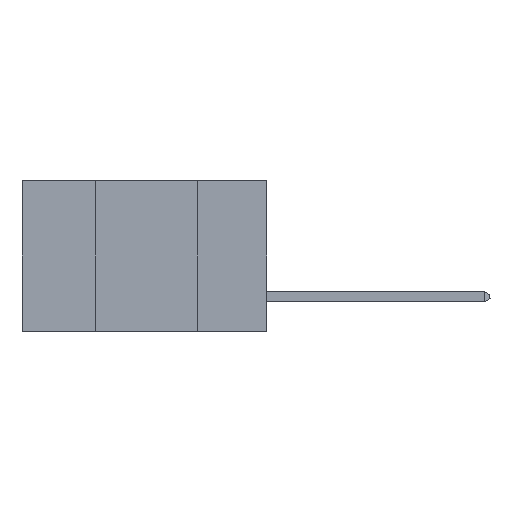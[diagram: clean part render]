
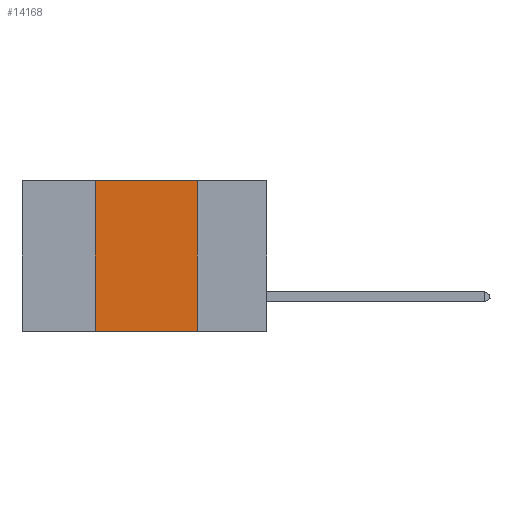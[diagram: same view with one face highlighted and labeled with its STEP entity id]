
A CAD part, left-side view. The second image highlights one B-rep face of the part: STEP entity #14168.
In plain terms, the highlighted planar face has unit normal (-1, 0, 0).
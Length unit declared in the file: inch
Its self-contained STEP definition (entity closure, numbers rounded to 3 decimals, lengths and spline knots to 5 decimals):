
#166 = CARTESIAN_POINT ( 'NONE',  ( 0., 0.17, -0.37 ) ) ;
#263 = DIRECTION ( 'NONE',  ( 0., 0., -1. ) ) ;
#2577 = DIRECTION ( 'NONE',  ( 0., -1., 0. ) ) ;
#2875 = ORIENTED_EDGE ( 'NONE', *, *, #12683, .F. ) ;
#3299 = VERTEX_POINT ( 'NONE', #14786 ) ;
#3306 = EDGE_CURVE ( 'NONE', #5362, #3299, #11256, .T. ) ;
#3580 = LINE ( 'NONE', #9234, #18618 ) ;
#4425 = CARTESIAN_POINT ( 'NONE',  ( 0., 0.42, 0. ) ) ;
#4903 = DIRECTION ( 'NONE',  ( 0., 0., -1. ) ) ;
#5362 = VERTEX_POINT ( 'NONE', #16836 ) ;
#6978 = ORIENTED_EDGE ( 'NONE', *, *, #19407, .F. ) ;
#7179 = VECTOR ( 'NONE', #263, 39.37008 ) ;
#7738 = ORIENTED_EDGE ( 'NONE', *, *, #3306, .F. ) ;
#8821 = EDGE_CURVE ( 'NONE', #5362, #9318, #3580, .T. ) ;
#9129 = VERTEX_POINT ( 'NONE', #16267 ) ;
#9185 = CARTESIAN_POINT ( 'NONE',  ( 0., 0.17, 0. ) ) ;
#9234 = CARTESIAN_POINT ( 'NONE',  ( 0., 0.6, -0.37 ) ) ;
#9318 = VERTEX_POINT ( 'NONE', #166 ) ;
#9422 = DIRECTION ( 'NONE',  ( 1., 0., 0. ) ) ;
#9659 = ORIENTED_EDGE ( 'NONE', *, *, #8821, .T. ) ;
#10334 = DIRECTION ( 'NONE',  ( 0., 0., 1. ) ) ;
#10497 = AXIS2_PLACEMENT_3D ( 'NONE', #18322, #9422, #4903 ) ;
#10827 = EDGE_LOOP ( 'NONE', ( #6978, #2875, #7738, #9659 ) ) ;
#11056 = LINE ( 'NONE', #13290, #19067 ) ;
#11256 = LINE ( 'NONE', #4425, #15733 ) ;
#12683 = EDGE_CURVE ( 'NONE', #3299, #9129, #11056, .T. ) ;
#13290 = CARTESIAN_POINT ( 'NONE',  ( 0., 0.6, 0. ) ) ;
#14168 = ADVANCED_FACE ( 'NONE', ( #14484 ), #15599, .F. ) ;
#14484 = FACE_OUTER_BOUND ( 'NONE', #10827, .T. ) ;
#14696 = LINE ( 'NONE', #9185, #7179 ) ;
#14786 = CARTESIAN_POINT ( 'NONE',  ( 0., 0.42, 0. ) ) ;
#15599 = PLANE ( 'NONE',  #10497 ) ;
#15733 = VECTOR ( 'NONE', #10334, 39.37008 ) ;
#16267 = CARTESIAN_POINT ( 'NONE',  ( 0., 0.17, 0. ) ) ;
#16684 = DIRECTION ( 'NONE',  ( 0., -1., 0. ) ) ;
#16836 = CARTESIAN_POINT ( 'NONE',  ( 0., 0.42, -0.37 ) ) ;
#18322 = CARTESIAN_POINT ( 'NONE',  ( 0., 0.6, 0. ) ) ;
#18618 = VECTOR ( 'NONE', #16684, 39.37008 ) ;
#19067 = VECTOR ( 'NONE', #2577, 39.37008 ) ;
#19407 = EDGE_CURVE ( 'NONE', #9129, #9318, #14696, .T. ) ;
